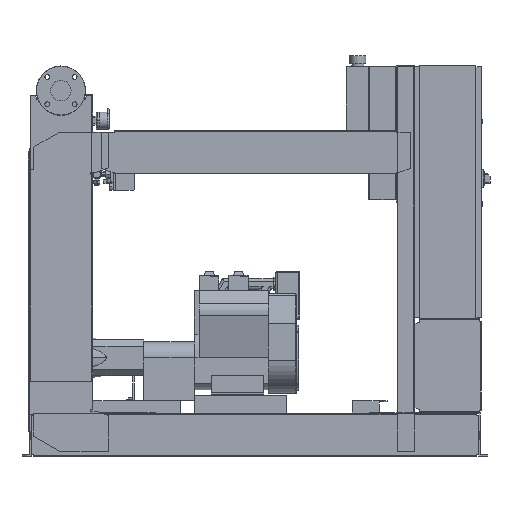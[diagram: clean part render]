
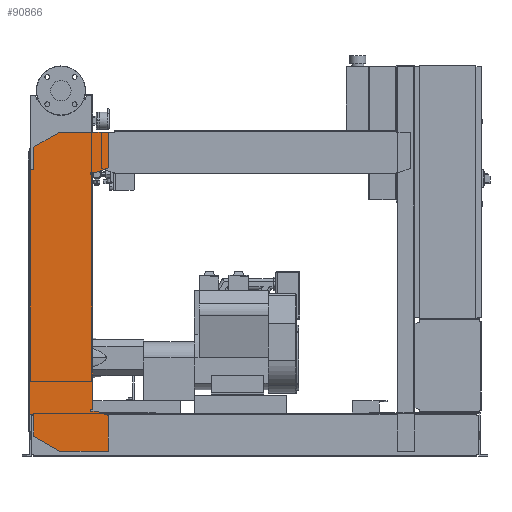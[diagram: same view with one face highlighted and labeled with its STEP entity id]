
A CAD part, front view. The second image highlights one B-rep face of the part: STEP entity #90866.
In plain terms, the highlighted free-form (B-spline) face has degree [1, 1] with [2, 2] control points.
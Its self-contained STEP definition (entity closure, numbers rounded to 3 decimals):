
#90351=CARTESIAN_POINT('',(-102.0,-463.5,1076.0));
#90352=VERTEX_POINT('',#90351);
#90359=CARTESIAN_POINT('',(-102.0,-463.5,1158.574));
#90360=VERTEX_POINT('',#90359);
#90361=CARTESIAN_POINT('',(-102.0,-463.5,1076.0));
#90362=DIRECTION('',(0.0,0.0,1.0));
#90363=VECTOR('',#90362,82.574);
#90364=LINE('',#90361,#90363);
#90365=EDGE_CURVE('',#90352,#90360,#90364,.T.);
#90383=CARTESIAN_POINT('',(-6.,-463.5,1214.0));
#90384=VERTEX_POINT('',#90383);
#90385=CARTESIAN_POINT('',(-102.0,-463.5,1158.574));
#90386=DIRECTION('',(0.866,0.0,0.5));
#90387=VECTOR('',#90386,110.851);
#90388=LINE('',#90385,#90387);
#90389=EDGE_CURVE('',#90360,#90384,#90388,.T.);
#90407=CARTESIAN_POINT('',(177.0,-463.5,1214.0));
#90408=VERTEX_POINT('',#90407);
#90409=CARTESIAN_POINT('',(-6.,-463.5,1214.0));
#90410=DIRECTION('',(1.0,0.0,0.0));
#90411=VECTOR('',#90410,183.0);
#90412=LINE('',#90409,#90411);
#90413=EDGE_CURVE('',#90384,#90408,#90412,.T.);
#90431=CARTESIAN_POINT('',(177.0,-463.5,1080.379));
#90432=VERTEX_POINT('',#90431);
#90433=CARTESIAN_POINT('',(177.0,-463.5,1214.0));
#90434=DIRECTION('',(0.0,0.0,-1.0));
#90435=VECTOR('',#90434,133.621);
#90436=LINE('',#90433,#90435);
#90437=EDGE_CURVE('',#90408,#90432,#90436,.T.);
#90455=CARTESIAN_POINT('',(132.,-463.5,1064.0));
#90456=VERTEX_POINT('',#90455);
#90457=CARTESIAN_POINT('',(177.0,-463.5,1080.379));
#90458=DIRECTION('',(-0.94,0.0,-0.342));
#90459=VECTOR('',#90458,47.888);
#90460=LINE('',#90457,#90459);
#90461=EDGE_CURVE('',#90432,#90456,#90460,.T.);
#90479=CARTESIAN_POINT('',(112.0,-463.5,1064.0));
#90480=VERTEX_POINT('',#90479);
#90481=CARTESIAN_POINT('',(132.,-463.5,1064.0));
#90482=DIRECTION('',(-1.0,0.0,0.0));
#90483=VECTOR('',#90482,20.);
#90484=LINE('',#90481,#90483);
#90485=EDGE_CURVE('',#90456,#90480,#90484,.T.);
#90503=CARTESIAN_POINT('',(112.0,-463.5,1056.0));
#90504=VERTEX_POINT('',#90503);
#90505=CARTESIAN_POINT('',(112.0,-463.5,1064.0));
#90506=DIRECTION('',(0.0,0.0,-1.0));
#90507=VECTOR('',#90506,8.0);
#90508=LINE('',#90505,#90507);
#90509=EDGE_CURVE('',#90480,#90504,#90508,.T.);
#90527=CARTESIAN_POINT('',(120.,-463.5,1056.0));
#90528=VERTEX_POINT('',#90527);
#90529=CARTESIAN_POINT('',(112.0,-463.5,1056.0));
#90530=DIRECTION('',(1.0,0.0,0.0));
#90531=VECTOR('',#90530,8.);
#90532=LINE('',#90529,#90531);
#90533=EDGE_CURVE('',#90504,#90528,#90532,.T.);
#90551=CARTESIAN_POINT('',(120.,-463.5,176.));
#90552=VERTEX_POINT('',#90551);
#90563=CARTESIAN_POINT('',(120.,-463.5,1056.0));
#90564=DIRECTION('',(0.0,0.0,-1.0));
#90565=VECTOR('',#90564,880.);
#90566=LINE('',#90563,#90565);
#90567=EDGE_CURVE('',#90528,#90552,#90566,.T.);
#90581=CARTESIAN_POINT('',(112.,-463.5,176.));
#90582=VERTEX_POINT('',#90581);
#90583=CARTESIAN_POINT('',(120.,-463.5,176.));
#90584=DIRECTION('',(-1.0,0.0,0.0));
#90585=VECTOR('',#90584,8.);
#90586=LINE('',#90583,#90585);
#90587=EDGE_CURVE('',#90552,#90582,#90586,.T.);
#90605=CARTESIAN_POINT('',(112.,-463.5,168.));
#90606=VERTEX_POINT('',#90605);
#90607=CARTESIAN_POINT('',(112.,-463.5,176.));
#90608=DIRECTION('',(0.0,0.0,-1.0));
#90609=VECTOR('',#90608,8.0);
#90610=LINE('',#90607,#90609);
#90611=EDGE_CURVE('',#90582,#90606,#90610,.T.);
#90629=CARTESIAN_POINT('',(132.,-463.5,168.));
#90630=VERTEX_POINT('',#90629);
#90631=CARTESIAN_POINT('',(112.,-463.5,168.));
#90632=DIRECTION('',(1.0,0.0,0.0));
#90633=VECTOR('',#90632,20.0);
#90634=LINE('',#90631,#90633);
#90635=EDGE_CURVE('',#90606,#90630,#90634,.T.);
#90653=CARTESIAN_POINT('',(177.,-463.5,151.621));
#90654=VERTEX_POINT('',#90653);
#90655=CARTESIAN_POINT('',(132.,-463.5,168.));
#90656=DIRECTION('',(0.94,0.0,-0.342));
#90657=VECTOR('',#90656,47.888);
#90658=LINE('',#90655,#90657);
#90659=EDGE_CURVE('',#90630,#90654,#90658,.T.);
#90677=CARTESIAN_POINT('',(177.,-463.5,18.0));
#90678=VERTEX_POINT('',#90677);
#90679=CARTESIAN_POINT('',(177.,-463.5,151.621));
#90680=DIRECTION('',(0.0,0.0,-1.0));
#90681=VECTOR('',#90680,133.621);
#90682=LINE('',#90679,#90681);
#90683=EDGE_CURVE('',#90654,#90678,#90682,.T.);
#90701=CARTESIAN_POINT('',(-4.,-463.5,18.0));
#90702=VERTEX_POINT('',#90701);
#90703=CARTESIAN_POINT('',(177.,-463.5,18.0));
#90704=DIRECTION('',(-1.0,0.0,0.0));
#90705=VECTOR('',#90704,181.);
#90706=LINE('',#90703,#90705);
#90707=EDGE_CURVE('',#90678,#90702,#90706,.T.);
#90725=CARTESIAN_POINT('',(-102.,-463.5,74.58));
#90726=VERTEX_POINT('',#90725);
#90727=CARTESIAN_POINT('',(-4.,-463.5,18.0));
#90728=DIRECTION('',(-0.866,0.,0.5));
#90729=VECTOR('',#90728,113.161);
#90730=LINE('',#90727,#90729);
#90731=EDGE_CURVE('',#90702,#90726,#90730,.T.);
#90749=CARTESIAN_POINT('',(-102.,-463.5,156.0));
#90750=VERTEX_POINT('',#90749);
#90751=CARTESIAN_POINT('',(-102.,-463.5,74.58));
#90752=DIRECTION('',(0.0,0.0,1.0));
#90753=VECTOR('',#90752,81.42);
#90754=LINE('',#90751,#90753);
#90755=EDGE_CURVE('',#90726,#90750,#90754,.T.);
#90773=CARTESIAN_POINT('',(-122.,-463.5,156.0));
#90774=VERTEX_POINT('',#90773);
#90775=CARTESIAN_POINT('',(-102.,-463.5,156.0));
#90776=DIRECTION('',(-1.0,0.0,0.0));
#90777=VECTOR('',#90776,20.0);
#90778=LINE('',#90775,#90777);
#90779=EDGE_CURVE('',#90750,#90774,#90778,.T.);
#90797=CARTESIAN_POINT('',(-122.0,-463.5,1076.0));
#90798=VERTEX_POINT('',#90797);
#90811=CARTESIAN_POINT('',(-122.,-463.5,156.0));
#90812=DIRECTION('',(0.0,0.0,1.0));
#90813=VECTOR('',#90812,920.0);
#90814=LINE('',#90811,#90813);
#90815=EDGE_CURVE('',#90774,#90798,#90814,.T.);
#90829=CARTESIAN_POINT('',(-122.0,-463.5,1076.0));
#90830=DIRECTION('',(1.0,0.0,0.0));
#90831=VECTOR('',#90830,20.0);
#90832=LINE('',#90829,#90831);
#90833=EDGE_CURVE('',#90798,#90352,#90832,.T.);
#90839=CARTESIAN_POINT('',(-122.,-463.5,18.0));
#90840=CARTESIAN_POINT('',(177.0,-463.5,18.0));
#90841=CARTESIAN_POINT('',(-122.,-463.5,1214.0));
#90842=CARTESIAN_POINT('',(177.0,-463.5,1214.0));
#90843=B_SPLINE_SURFACE_WITH_KNOTS('',1,1,((#90839,#90841),(#90840,#90842)),.UNSPECIFIED.,.F.,.F.,.U.,(2,2),(2,2),(0.0,299.),(0.0,1196.0),.UNSPECIFIED.);
#90844=ORIENTED_EDGE('',*,*,#90833,.F.);
#90845=ORIENTED_EDGE('',*,*,#90815,.F.);
#90846=ORIENTED_EDGE('',*,*,#90779,.F.);
#90847=ORIENTED_EDGE('',*,*,#90755,.F.);
#90848=ORIENTED_EDGE('',*,*,#90731,.F.);
#90849=ORIENTED_EDGE('',*,*,#90707,.F.);
#90850=ORIENTED_EDGE('',*,*,#90683,.F.);
#90851=ORIENTED_EDGE('',*,*,#90659,.F.);
#90852=ORIENTED_EDGE('',*,*,#90635,.F.);
#90853=ORIENTED_EDGE('',*,*,#90611,.F.);
#90854=ORIENTED_EDGE('',*,*,#90587,.F.);
#90855=ORIENTED_EDGE('',*,*,#90567,.F.);
#90856=ORIENTED_EDGE('',*,*,#90533,.F.);
#90857=ORIENTED_EDGE('',*,*,#90509,.F.);
#90858=ORIENTED_EDGE('',*,*,#90485,.F.);
#90859=ORIENTED_EDGE('',*,*,#90461,.F.);
#90860=ORIENTED_EDGE('',*,*,#90437,.F.);
#90861=ORIENTED_EDGE('',*,*,#90413,.F.);
#90862=ORIENTED_EDGE('',*,*,#90389,.F.);
#90863=ORIENTED_EDGE('',*,*,#90365,.F.);
#90864=EDGE_LOOP('',(#90844,#90845,#90846,#90847,#90848,#90849,#90850,#90851,#90852,#90853,#90854,#90855,#90856,#90857,#90858,#90859,#90860,#90861,#90862,#90863));
#90865=FACE_OUTER_BOUND('',#90864,.T.);
#90866=ADVANCED_FACE('',(#90865),#90843,.T.);
